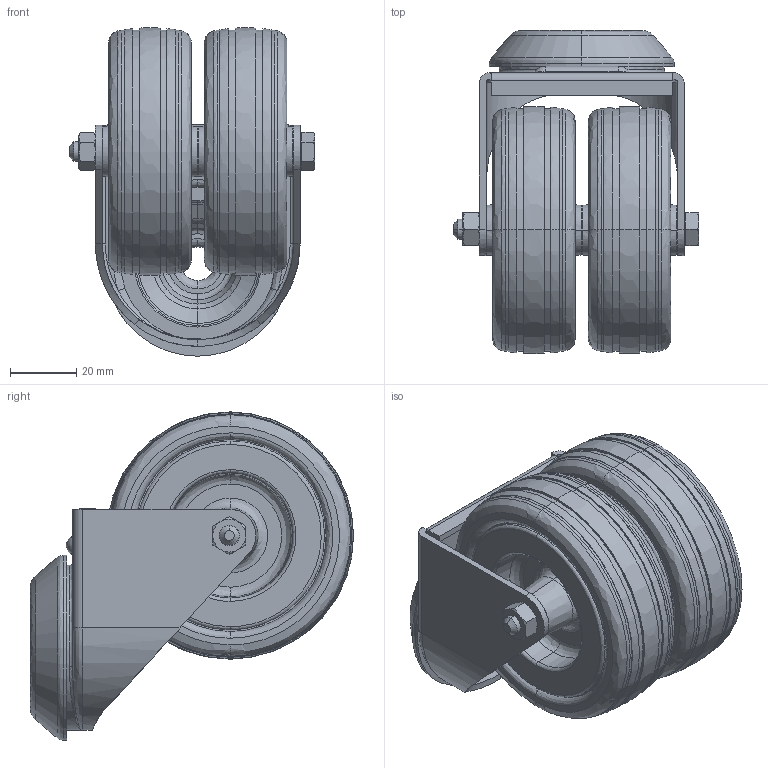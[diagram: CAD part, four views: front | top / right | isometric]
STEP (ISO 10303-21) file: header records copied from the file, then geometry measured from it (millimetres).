
FILE_DESCRIPTION (( 'STEP AP203' ), '1' );
FILE_NAME ('SF2400V.STEP', '2009-10-30T20:43:43', ( ' ' ), ( ' ' ), 'SwSTEP 2.0', 'SolidWorks 2009', '' );
FILE_SCHEMA (( 'CONFIG_CONTROL_DESIGN' ));
Length unit declared in the file: millimetre
Products named in the file (1): SF2400V
Bounding box: 74.5 x 97.9 x 99.49 mm (x, y, z)
Volume: 213849.5 mm3; surface area: 60188 mm2
Topology: 3 solids, 3 shells, 357 faces, 780 edges, 465 vertices
Faces by surface type: bspline 108, plane 95, cylinder 75, cone 55, torus 24
Entity records: 14077 total; most frequent: CARTESIAN_POINT 6749, ORIENTED_EDGE 1556, DIRECTION 1473, EDGE_CURVE 778, AXIS2_PLACEMENT_3D 632, VERTEX_POINT 465, EDGE_LOOP 403, CIRCLE 382
